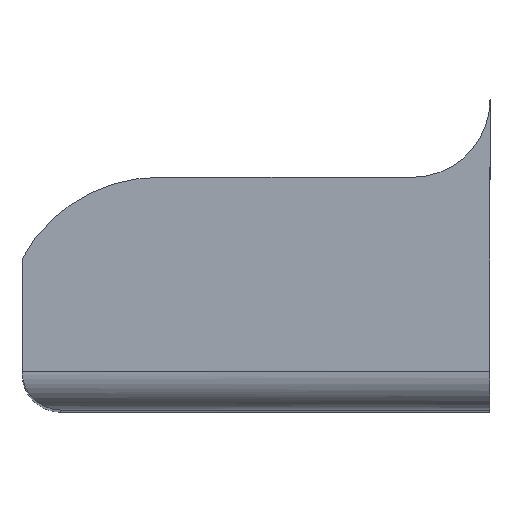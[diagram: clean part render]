
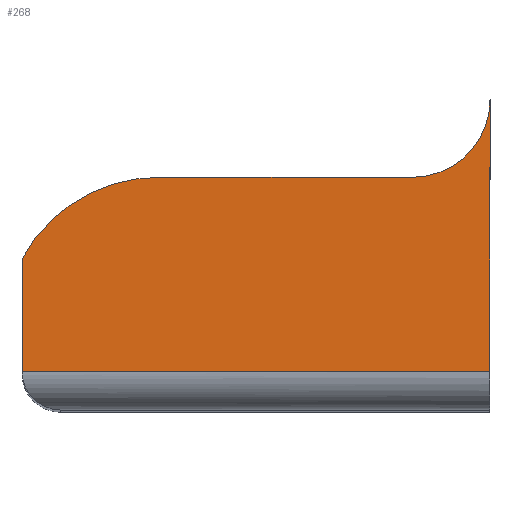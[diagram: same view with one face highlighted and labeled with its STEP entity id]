
A CAD part, top view. The second image highlights one B-rep face of the part: STEP entity #268.
In plain terms, the highlighted planar face has unit normal (0, 0, 1).
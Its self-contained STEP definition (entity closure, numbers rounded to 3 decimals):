
#2 = DIRECTION ( 'NONE',  ( 1., 0., 0. ) ) ;
#8 = EDGE_CURVE ( 'NONE', #867, #687, #201, .T. ) ;
#14 = DIRECTION ( 'NONE',  ( 0., 0., -1. ) ) ;
#20 = AXIS2_PLACEMENT_3D ( 'NONE', #806, #14, #2 ) ;
#34 = ORIENTED_EDGE ( 'NONE', *, *, #494, .T. ) ;
#43 = VECTOR ( 'NONE', #620, 1000. ) ;
#45 = EDGE_CURVE ( 'NONE', #179, #562, #638, .T. ) ;
#54 = CARTESIAN_POINT ( 'NONE',  ( 20., -0.15, 0. ) ) ;
#68 = DIRECTION ( 'NONE',  ( 1., 0., 0. ) ) ;
#110 = AXIS2_PLACEMENT_3D ( 'NONE', #670, #743, #68 ) ;
#122 = EDGE_CURVE ( 'NONE', #851, #394, #372, .T. ) ;
#154 = LINE ( 'NONE', #353, #43 ) ;
#179 = VERTEX_POINT ( 'NONE', #439 ) ;
#201 = CIRCLE ( 'NONE', #20, 2. ) ;
#219 = EDGE_CURVE ( 'NONE', #562, #851, #644, .T. ) ;
#234 = VECTOR ( 'NONE', #245, 1000. ) ;
#245 = DIRECTION ( 'NONE',  ( 0., -1., 0. ) ) ;
#247 = CARTESIAN_POINT ( 'NONE',  ( 18., -0.15, 0. ) ) ;
#268 = ADVANCED_FACE ( 'NONE', ( #663 ), #530, .T. ) ;
#310 = CARTESIAN_POINT ( 'NONE',  ( 7.929, -8.15, 0. ) ) ;
#353 = CARTESIAN_POINT ( 'NONE',  ( 18., -2.15, 0. ) ) ;
#369 = ORIENTED_EDGE ( 'NONE', *, *, #740, .T. ) ;
#372 = LINE ( 'NONE', #496, #738 ) ;
#394 = VERTEX_POINT ( 'NONE', #552 ) ;
#410 = LINE ( 'NONE', #54, #457 ) ;
#429 = CARTESIAN_POINT ( 'NONE',  ( 7.929, -4.258, 0. ) ) ;
#439 = CARTESIAN_POINT ( 'NONE',  ( 11.453, -2.15, 0. ) ) ;
#457 = VECTOR ( 'NONE', #790, 1000. ) ;
#467 = CARTESIAN_POINT ( 'NONE',  ( 7.929, -7.15, 0. ) ) ;
#479 = CARTESIAN_POINT ( 'NONE',  ( 20., -0.15, 0. ) ) ;
#494 = EDGE_CURVE ( 'NONE', #687, #179, #154, .T. ) ;
#496 = CARTESIAN_POINT ( 'NONE',  ( 18., -7.15, 0. ) ) ;
#519 = ORIENTED_EDGE ( 'NONE', *, *, #219, .T. ) ;
#522 = DIRECTION ( 'NONE',  ( 0., 0., 1. ) ) ;
#530 = PLANE ( 'NONE',  #866 ) ;
#552 = CARTESIAN_POINT ( 'NONE',  ( 20., -7.15, 0. ) ) ;
#562 = VERTEX_POINT ( 'NONE', #429 ) ;
#619 = ORIENTED_EDGE ( 'NONE', *, *, #8, .T. ) ;
#620 = DIRECTION ( 'NONE',  ( -1., 0., 0. ) ) ;
#633 = ORIENTED_EDGE ( 'NONE', *, *, #122, .T. ) ;
#638 = CIRCLE ( 'NONE', #110, 4. ) ;
#644 = LINE ( 'NONE', #310, #234 ) ;
#661 = CARTESIAN_POINT ( 'NONE',  ( 18., -2.15, 0. ) ) ;
#663 = FACE_OUTER_BOUND ( 'NONE', #734, .T. ) ;
#670 = CARTESIAN_POINT ( 'NONE',  ( 11.453, -6.15, 0. ) ) ;
#675 = ORIENTED_EDGE ( 'NONE', *, *, #45, .T. ) ;
#687 = VERTEX_POINT ( 'NONE', #661 ) ;
#734 = EDGE_LOOP ( 'NONE', ( #519, #633, #369, #619, #34, #675 ) ) ;
#738 = VECTOR ( 'NONE', #766, 1000. ) ;
#740 = EDGE_CURVE ( 'NONE', #394, #867, #410, .T. ) ;
#743 = DIRECTION ( 'NONE',  ( 0., 0., 1. ) ) ;
#766 = DIRECTION ( 'NONE',  ( 1., 0., 0. ) ) ;
#790 = DIRECTION ( 'NONE',  ( 0., 1., 0. ) ) ;
#806 = CARTESIAN_POINT ( 'NONE',  ( 18., -0.15, 0. ) ) ;
#849 = DIRECTION ( 'NONE',  ( 1., 0., 0. ) ) ;
#851 = VERTEX_POINT ( 'NONE', #467 ) ;
#866 = AXIS2_PLACEMENT_3D ( 'NONE', #247, #522, #849 ) ;
#867 = VERTEX_POINT ( 'NONE', #479 ) ;
